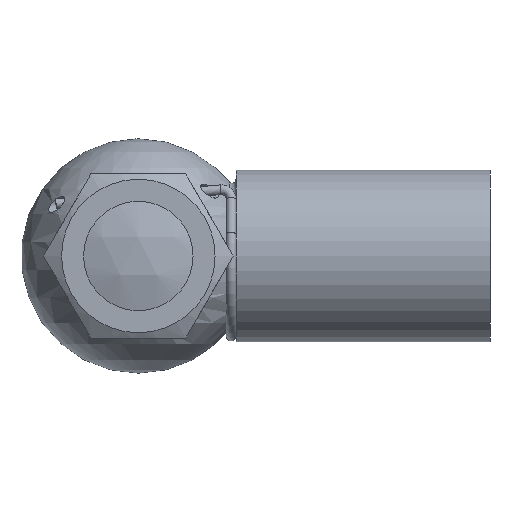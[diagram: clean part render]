
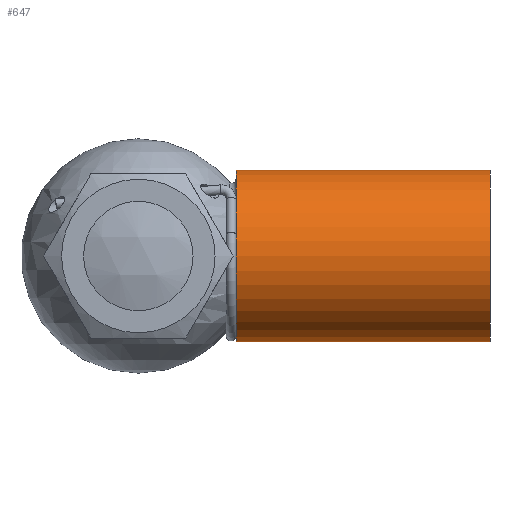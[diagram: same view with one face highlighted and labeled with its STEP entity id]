
A CAD part, front view. The second image highlights one B-rep face of the part: STEP entity #647.
In plain terms, the highlighted cylindrical face has radius 11 mm (diameter 22 mm), a full revolution.
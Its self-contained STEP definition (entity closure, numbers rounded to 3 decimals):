
#613=CARTESIAN_POINT('',(12.5,11.0,0.0));
#614=VERTEX_POINT('',#613);
#615=CARTESIAN_POINT('',(12.5,0.0,0.0));
#616=DIRECTION('',(1.0,0.0,0.0));
#617=DIRECTION('',(0.0,1.0,0.0));
#618=AXIS2_PLACEMENT_3D('',#615,#616,#617);
#619=CIRCLE('',#618,11.0);
#620=EDGE_CURVE('',#614,#614,#619,.T.);
#628=CARTESIAN_POINT('',(28.75,0.0,0.0));
#629=DIRECTION('',(1.0,0.0,0.0));
#630=DIRECTION('',(0.0,1.0,0.0));
#631=AXIS2_PLACEMENT_3D('',#628,#629,#630);
#632=CYLINDRICAL_SURFACE('',#631,11.0);
#633=CARTESIAN_POINT('',(45.0,11.,0.0));
#634=VERTEX_POINT('',#633);
#635=CARTESIAN_POINT('',(45.0,0.0,0.0));
#636=DIRECTION('',(1.0,0.0,0.0));
#637=DIRECTION('',(0.0,1.0,0.0));
#638=AXIS2_PLACEMENT_3D('',#635,#636,#637);
#639=CIRCLE('',#638,11.);
#640=EDGE_CURVE('',#634,#634,#639,.T.);
#641=ORIENTED_EDGE('',*,*,#640,.F.);
#642=EDGE_LOOP('',(#641));
#643=FACE_OUTER_BOUND('',#642,.T.);
#644=ORIENTED_EDGE('',*,*,#620,.T.);
#645=EDGE_LOOP('',(#644));
#646=FACE_BOUND('',#645,.T.);
#647=ADVANCED_FACE('',(#643,#646),#632,.T.);
